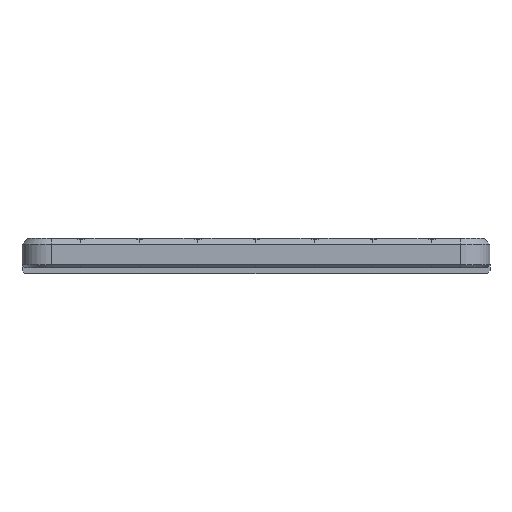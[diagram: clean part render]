
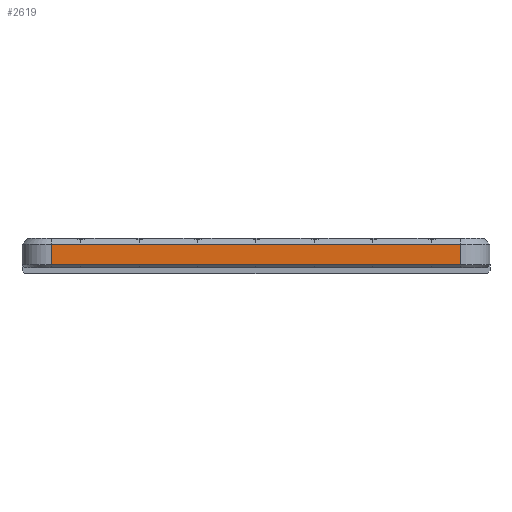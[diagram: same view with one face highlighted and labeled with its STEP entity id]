
A CAD part, left-side view. The second image highlights one B-rep face of the part: STEP entity #2619.
In plain terms, the highlighted planar face has unit normal (-1, 0, 0).
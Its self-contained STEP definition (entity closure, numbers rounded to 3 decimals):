
#83 = EDGE_CURVE ( 'NONE', #549, #1569, #915, .T. ) ;
#252 = VERTEX_POINT ( 'NONE', #1842 ) ;
#411 = PLANE ( 'NONE',  #2507 ) ;
#414 = ORIENTED_EDGE ( 'NONE', *, *, #1295, .T. ) ;
#549 = VERTEX_POINT ( 'NONE', #4920 ) ;
#638 = ORIENTED_EDGE ( 'NONE', *, *, #4092, .T. ) ;
#780 = DIRECTION ( 'NONE',  ( 0., 1., 0. ) ) ;
#792 = CARTESIAN_POINT ( 'NONE',  ( -65.5, -86.5, 0.5 ) ) ;
#915 = LINE ( 'NONE', #4103, #4932 ) ;
#924 = ORIENTED_EDGE ( 'NONE', *, *, #4955, .T. ) ;
#1068 = CARTESIAN_POINT ( 'NONE',  ( -65.5, -16.5, 5. ) ) ;
#1169 = LINE ( 'NONE', #2753, #3165 ) ;
#1295 = EDGE_CURVE ( 'NONE', #1569, #2826, #3205, .T. ) ;
#1532 = DIRECTION ( 'NONE',  ( 0., 0., -1. ) ) ;
#1569 = VERTEX_POINT ( 'NONE', #792 ) ;
#1597 = DIRECTION ( 'NONE',  ( 0., 0., -1. ) ) ;
#1636 = VECTOR ( 'NONE', #3161, 1000. ) ;
#1827 = EDGE_LOOP ( 'NONE', ( #924, #3498, #414, #638 ) ) ;
#1842 = CARTESIAN_POINT ( 'NONE',  ( -65.5, -16.5, 4. ) ) ;
#1951 = LINE ( 'NONE', #1068, #4966 ) ;
#2378 = FACE_OUTER_BOUND ( 'NONE', #1827, .T. ) ;
#2507 = AXIS2_PLACEMENT_3D ( 'NONE', #3207, #2710, #1597 ) ;
#2619 = ADVANCED_FACE ( 'NONE', ( #2378 ), #411, .F. ) ;
#2710 = DIRECTION ( 'NONE',  ( 1., 0., 0. ) ) ;
#2753 = CARTESIAN_POINT ( 'NONE',  ( -65.5, -91.5, 4. ) ) ;
#2826 = VERTEX_POINT ( 'NONE', #4922 ) ;
#3161 = DIRECTION ( 'NONE',  ( 0., 0., 1. ) ) ;
#3165 = VECTOR ( 'NONE', #780, 1000. ) ;
#3205 = LINE ( 'NONE', #4342, #1636 ) ;
#3207 = CARTESIAN_POINT ( 'NONE',  ( -65.5, -91.5, 5. ) ) ;
#3498 = ORIENTED_EDGE ( 'NONE', *, *, #83, .T. ) ;
#4092 = EDGE_CURVE ( 'NONE', #2826, #252, #1169, .T. ) ;
#4103 = CARTESIAN_POINT ( 'NONE',  ( -65.5, -86.5, 0.5 ) ) ;
#4342 = CARTESIAN_POINT ( 'NONE',  ( -65.5, -86.5, 5. ) ) ;
#4441 = DIRECTION ( 'NONE',  ( 0., -1., 0. ) ) ;
#4920 = CARTESIAN_POINT ( 'NONE',  ( -65.5, -16.5, 0.5 ) ) ;
#4922 = CARTESIAN_POINT ( 'NONE',  ( -65.5, -86.5, 4. ) ) ;
#4932 = VECTOR ( 'NONE', #4441, 1000. ) ;
#4955 = EDGE_CURVE ( 'NONE', #252, #549, #1951, .T. ) ;
#4966 = VECTOR ( 'NONE', #1532, 1000. ) ;
